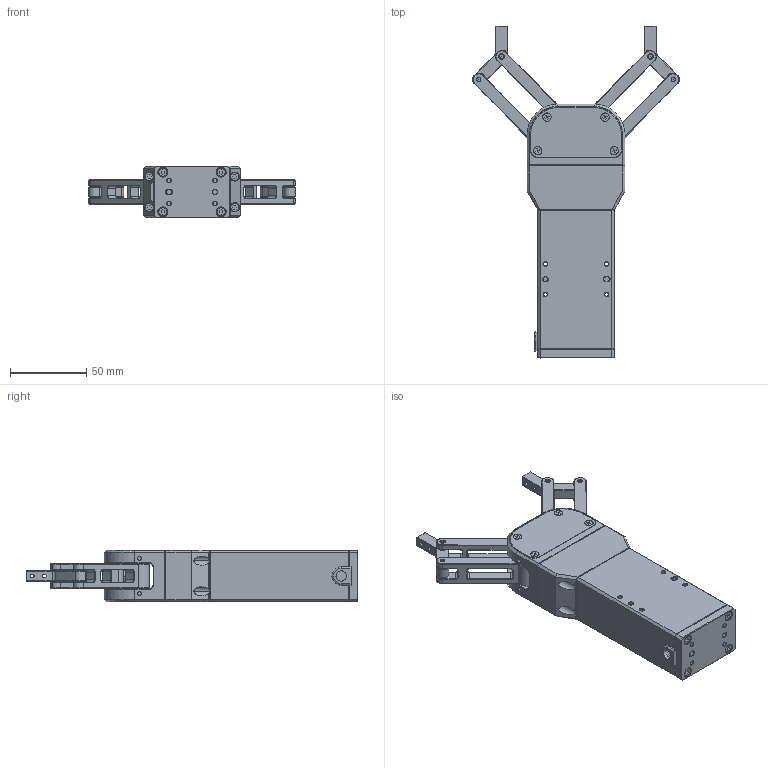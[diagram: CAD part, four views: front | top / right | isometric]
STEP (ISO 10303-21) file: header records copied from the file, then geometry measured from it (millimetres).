
FILE_DESCRIPTION (( 'STEP AP203' ), '1' );
FILE_NAME ('#211203#RM-CGBD-11-100-ITG 邧蛈湮俴最標蛈.STEP', '2021-12-03T07:33:14', ( 'User' ), ( 'China' ), 'SwSTEP 2.0', 'SolidWorks 2019', '' );
FILE_SCHEMA (( 'CONFIG_CONTROL_DESIGN' ));
Length unit declared in the file: millimetre
Products named in the file (22): 15; 3; 11; GB／T819．2-1986十字槽沉头螺钉22．5×6(8．8级); 4; 12; GB／T 70．1-2000内六角圆柱头螺钉M2．5×6(8．8级); 5; 13; GB／T 70．1-2000内六角圆柱头螺钉M3×6(8．8级); 7; 14; GB／T 70．1-2000内六角圆柱头螺钉M3×12(8．8级); 8; 粣創MR63; GB／T 80-2000内六角凹端紧定螺钉M3×3(45H级); 1; 9; 6; #211203#RM-CGBD-11-100-ITG 邧蛈湮俴最標蛈; 2_70; 10
Assembly tree (84 placements, depth 2):
  #211203#RM-CGBD-11-100-ITG 邧蛈湮俴最標蛈
    1
    2_70
    3
    4
    5
    7
    8  x2
    9  x6
    10  x2
    11  x2
    12  x2
    13  x2
    14  x2
    粣創MR63  x9
    6  x8
    15
    GB／T819．2-1986十字槽沉头螺钉22．5×6(8．8级)  x10
    GB／T 70．1-2000内六角圆柱头螺钉M2．5×6(8．8级)  x4
    GB／T 70．1-2000内六角圆柱头螺钉M3×6(8．8级)  x4
    GB／T 70．1-2000内六角圆柱头螺钉M3×12(8．8级)  x8
    GB／T 80-2000内六角凹端紧定螺钉M3×3(45H级)  x16
Bounding box: 135.27 x 217.13 x 34 mm (x, y, z)
Volume: 143054.7 mm3; surface area: 104567.1 mm2
Topology: 84 solids, 84 shells, 2760 faces, 6286 edges, 3726 vertices
Faces by surface type: plane 1196, cylinder 745, cone 657, torus 158, bspline 4
Entity records: 43330 total; most frequent: CARTESIAN_POINT 8788, DIRECTION 6774, ORIENTED_EDGE 5988, EDGE_CURVE 2994, AXIS2_PLACEMENT_3D 2527, VERTEX_POINT 1811, LINE 1720, VECTOR 1720
